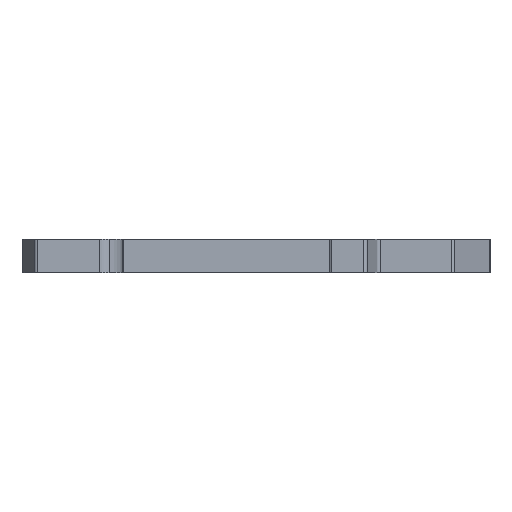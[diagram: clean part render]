
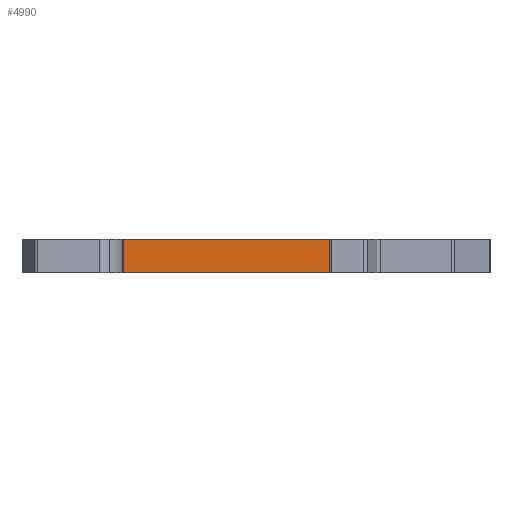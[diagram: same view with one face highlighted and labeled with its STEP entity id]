
A CAD part, front view. The second image highlights one B-rep face of the part: STEP entity #4990.
In plain terms, the highlighted planar face has unit normal (0, -1, 0).
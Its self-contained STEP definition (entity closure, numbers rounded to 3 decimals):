
#422=DIRECTION('',(1.,0.,0.));
#423=VECTOR('',#422,33.392);
#424=CARTESIAN_POINT('',(-14.292,0.,0.));
#425=LINE('',#424,#423);
#1122=DIRECTION('',(1.,0.,0.));
#1123=VECTOR('',#1122,33.392);
#1124=CARTESIAN_POINT('',(-14.292,0.,5.));
#1125=LINE('',#1124,#1123);
#1877=DIRECTION('',(0.,0.,1.));
#1878=VECTOR('',#1877,5.);
#1879=CARTESIAN_POINT('',(19.1,0.,0.));
#1880=LINE('',#1879,#1878);
#1881=DIRECTION('',(0.,0.,1.));
#1882=VECTOR('',#1881,5.);
#1883=CARTESIAN_POINT('',(-14.292,0.,0.));
#1884=LINE('',#1883,#1882);
#2315=CARTESIAN_POINT('',(-14.292,0.,0.));
#2317=VERTEX_POINT('',#2315);
#2318=CARTESIAN_POINT('',(19.1,0.,0.));
#2319=VERTEX_POINT('',#2318);
#2355=CARTESIAN_POINT('',(-14.292,0.,5.));
#2357=VERTEX_POINT('',#2355);
#2358=CARTESIAN_POINT('',(19.1,0.,5.));
#2359=VERTEX_POINT('',#2358);
#4978=CARTESIAN_POINT('',(-14.292,0.,0.));
#4979=DIRECTION('',(0.,-1.,0.));
#4980=DIRECTION('',(1.,0.,0.));
#4981=AXIS2_PLACEMENT_3D('',#4978,#4979,#4980);
#4982=PLANE('',#4981);
#4983=ORIENTED_EDGE('',*,*,#2865,.F.);
#4985=ORIENTED_EDGE('',*,*,#4984,.T.);
#4986=ORIENTED_EDGE('',*,*,#3295,.T.);
#4987=ORIENTED_EDGE('',*,*,#4971,.F.);
#4988=EDGE_LOOP('',(#4983,#4985,#4986,#4987));
#4989=FACE_OUTER_BOUND('',#4988,.F.);
#4990=ADVANCED_FACE('',(#4989),#4982,.T.);
#2865=EDGE_CURVE('',#2317,#2319,#425,.T.);
#3295=EDGE_CURVE('',#2357,#2359,#1125,.T.);
#4971=EDGE_CURVE('',#2319,#2359,#1880,.T.);
#4984=EDGE_CURVE('',#2317,#2357,#1884,.T.);
